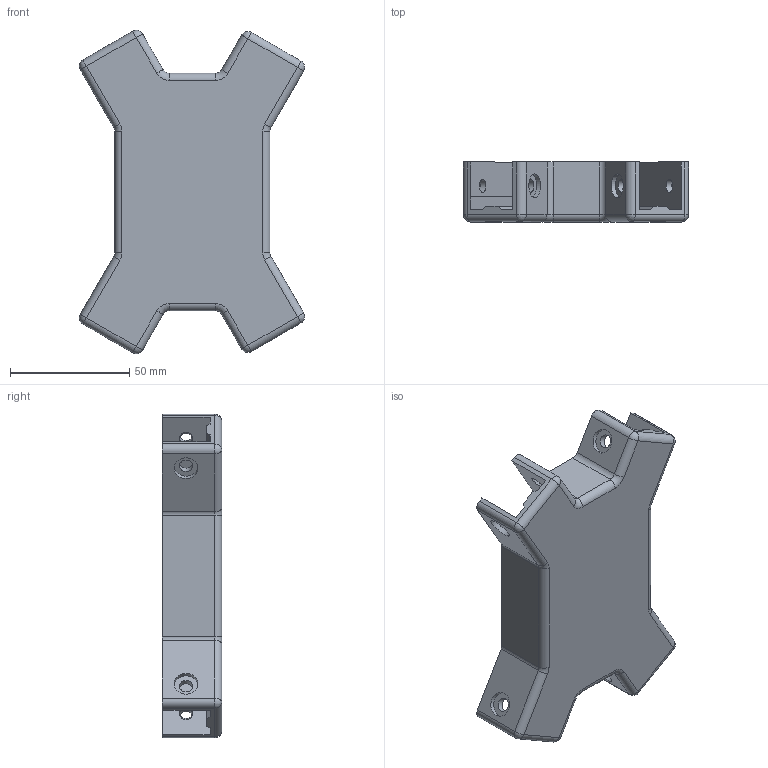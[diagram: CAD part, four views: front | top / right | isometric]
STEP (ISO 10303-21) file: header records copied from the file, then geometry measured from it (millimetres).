
FILE_DESCRIPTION(/* description */ (''),/* implementation_level */ '2;1');
FILE_NAME(/* name */ 'Step''s/1-cross brace center part 2 v4.step',/* time_stamp */ '2019-10-20T16:53:52-04:00',/* author */ (''),/* organization */ (''),/* preprocessor_version */ 'ST-DEVELOPER v18',/* originating_system */ 'Autodesk Translation Framework v8.6.0.1094',/* authorisation */ '');
FILE_SCHEMA (('AUTOMOTIVE_DESIGN { 1 0 10303 214 3 1 1 }'));
Length unit declared in the file: millimetre
Products named in the file (1): 1-cross brace center part 2
Bounding box: 94.3 x 25 x 135.43 mm (x, y, z)
Volume: 121440 mm3; surface area: 37895 mm2
Topology: 1 solids, 1 shells, 129 faces, 324 edges, 205 vertices
Faces by surface type: plane 65, cylinder 48, sphere 8, torus 8
Full cylindrical faces by diameter (mm): 5.5 x8, 10 x8
Entity records: 3922 total; most frequent: DIRECTION 700, CARTESIAN_POINT 659, ORIENTED_EDGE 648, EDGE_CURVE 324, AXIS2_PLACEMENT_3D 246, LINE 208, VECTOR 208, VERTEX_POINT 205
